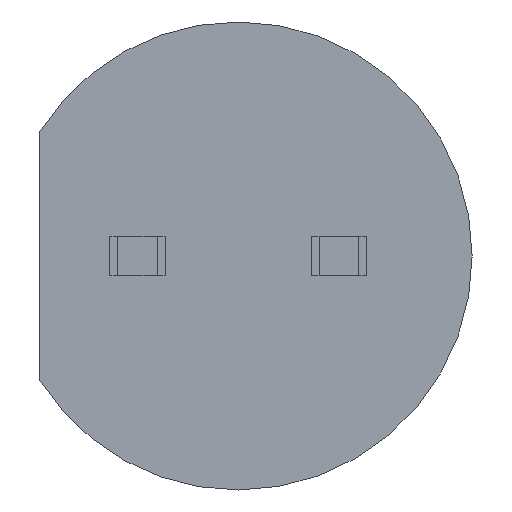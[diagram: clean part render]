
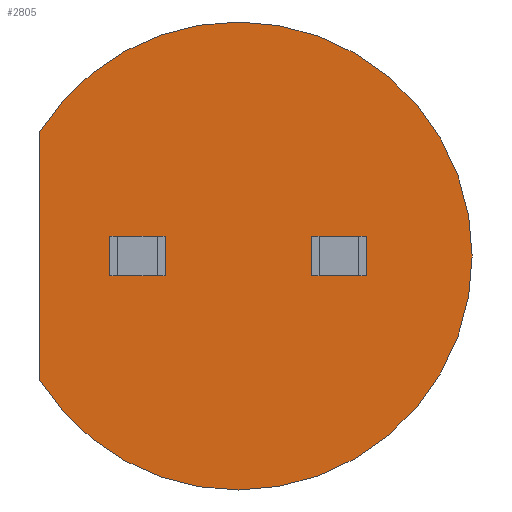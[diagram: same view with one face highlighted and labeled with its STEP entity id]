
A CAD part, front view. The second image highlights one B-rep face of the part: STEP entity #2805.
In plain terms, the highlighted planar face has unit normal (0, -1, 0).
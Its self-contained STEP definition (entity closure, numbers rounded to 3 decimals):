
#96 = LINE ( 'NONE', #4603, #11177 ) ;
#266 = AXIS2_PLACEMENT_3D ( 'NONE', #5017, #10873, #6959 ) ;
#278 = VERTEX_POINT ( 'NONE', #10349 ) ;
#387 = AXIS2_PLACEMENT_3D ( 'NONE', #10248, #12277, #10206 ) ;
#432 = EDGE_CURVE ( 'NONE', #7668, #1579, #1694, .T. ) ;
#732 = VERTEX_POINT ( 'NONE', #2299 ) ;
#828 = ORIENTED_EDGE ( 'NONE', *, *, #6213, .F. ) ;
#832 = CIRCLE ( 'NONE', #387, 2.95 ) ;
#1082 = CARTESIAN_POINT ( 'NONE',  ( 0., 0., 2.95 ) ) ;
#1142 = ORIENTED_EDGE ( 'NONE', *, *, #3099, .F. ) ;
#1177 = LINE ( 'NONE', #12126, #10098 ) ;
#1203 = VECTOR ( 'NONE', #1556, 1000. ) ;
#1349 = VERTEX_POINT ( 'NONE', #9401 ) ;
#1461 = ORIENTED_EDGE ( 'NONE', *, *, #9689, .F. ) ;
#1472 = ORIENTED_EDGE ( 'NONE', *, *, #7079, .T. ) ;
#1489 = VERTEX_POINT ( 'NONE', #12517 ) ;
#1556 = DIRECTION ( 'NONE',  ( 0., 0., -1. ) ) ;
#1560 = CARTESIAN_POINT ( 'NONE',  ( -6.631, 0., 0. ) ) ;
#1579 = VERTEX_POINT ( 'NONE', #11902 ) ;
#1694 = LINE ( 'NONE', #11504, #4151 ) ;
#1776 = VECTOR ( 'NONE', #9373, 1000. ) ;
#2266 = FACE_OUTER_BOUND ( 'NONE', #3728, .T. ) ;
#2299 = CARTESIAN_POINT ( 'NONE',  ( -2.5, 0., 1.566 ) ) ;
#2310 = DIRECTION ( 'NONE',  ( -1., 0., 0. ) ) ;
#2493 = DIRECTION ( 'NONE',  ( -1., 0., 0. ) ) ;
#2805 = ADVANCED_FACE ( 'NONE', ( #9491, #3953, #2266 ), #7397, .F. ) ;
#3030 = VERTEX_POINT ( 'NONE', #8920 ) ;
#3099 = EDGE_CURVE ( 'NONE', #3030, #8606, #7920, .T. ) ;
#3272 = CARTESIAN_POINT ( 'NONE',  ( 1.02, 0., 0.25 ) ) ;
#3391 = CARTESIAN_POINT ( 'NONE',  ( 0.514, 0., -0.25 ) ) ;
#3556 = DIRECTION ( 'NONE',  ( 0., 0., 1. ) ) ;
#3728 = EDGE_LOOP ( 'NONE', ( #6762, #10970, #1461, #6892 ) ) ;
#3775 = EDGE_CURVE ( 'NONE', #12496, #6168, #10549, .T. ) ;
#3924 = ORIENTED_EDGE ( 'NONE', *, *, #7125, .T. ) ;
#3953 = FACE_BOUND ( 'NONE', #5480, .T. ) ;
#3974 = LINE ( 'NONE', #6740, #10432 ) ;
#4074 = LINE ( 'NONE', #3391, #6530 ) ;
#4151 = VECTOR ( 'NONE', #9554, 1000. ) ;
#4396 = DIRECTION ( 'NONE',  ( 0., 0., -1. ) ) ;
#4561 = VECTOR ( 'NONE', #7121, 1000. ) ;
#4603 = CARTESIAN_POINT ( 'NONE',  ( 0.514, 0., 0.25 ) ) ;
#5017 = CARTESIAN_POINT ( 'NONE',  ( 0., 0., 0. ) ) ;
#5264 = DIRECTION ( 'NONE',  ( 0., 1., 0. ) ) ;
#5333 = CARTESIAN_POINT ( 'NONE',  ( 1.52, 0., 0.25 ) ) ;
#5480 = EDGE_LOOP ( 'NONE', ( #828, #6675, #7387, #11908 ) ) ;
#5782 = EDGE_CURVE ( 'NONE', #732, #10802, #12738, .T. ) ;
#6168 = VERTEX_POINT ( 'NONE', #10393 ) ;
#6213 = EDGE_CURVE ( 'NONE', #1489, #1579, #6397, .T. ) ;
#6397 = LINE ( 'NONE', #10475, #1203 ) ;
#6530 = VECTOR ( 'NONE', #2493, 1000. ) ;
#6610 = ORIENTED_EDGE ( 'NONE', *, *, #7453, .F. ) ;
#6617 = DIRECTION ( 'NONE',  ( 0., 0., 1. ) ) ;
#6675 = ORIENTED_EDGE ( 'NONE', *, *, #7228, .F. ) ;
#6740 = CARTESIAN_POINT ( 'NONE',  ( -2.5, 0., 0. ) ) ;
#6762 = ORIENTED_EDGE ( 'NONE', *, *, #12040, .F. ) ;
#6892 = ORIENTED_EDGE ( 'NONE', *, *, #5782, .F. ) ;
#6959 = DIRECTION ( 'NONE',  ( 0., 0., 1. ) ) ;
#6970 = LINE ( 'NONE', #5333, #1776 ) ;
#7079 = EDGE_CURVE ( 'NONE', #11734, #278, #6970, .T. ) ;
#7121 = DIRECTION ( 'NONE',  ( 0., 0., -1. ) ) ;
#7125 = EDGE_CURVE ( 'NONE', #278, #8606, #4074, .T. ) ;
#7228 = EDGE_CURVE ( 'NONE', #1349, #1489, #96, .T. ) ;
#7387 = ORIENTED_EDGE ( 'NONE', *, *, #12449, .T. ) ;
#7397 = PLANE ( 'NONE',  #8935 ) ;
#7453 = EDGE_CURVE ( 'NONE', #11734, #3030, #1177, .T. ) ;
#7668 = VERTEX_POINT ( 'NONE', #7682 ) ;
#7682 = CARTESIAN_POINT ( 'NONE',  ( -1.02, 0., -0.25 ) ) ;
#7920 = LINE ( 'NONE', #3272, #4561 ) ;
#8213 = CARTESIAN_POINT ( 'NONE',  ( 1.02, 0., -0.25 ) ) ;
#8606 = VERTEX_POINT ( 'NONE', #8213 ) ;
#8920 = CARTESIAN_POINT ( 'NONE',  ( 1.02, 0., 0.25 ) ) ;
#8935 = AXIS2_PLACEMENT_3D ( 'NONE', #1560, #9407, #3556 ) ;
#9193 = VECTOR ( 'NONE', #4396, 1000. ) ;
#9373 = DIRECTION ( 'NONE',  ( 0., 0., -1. ) ) ;
#9401 = CARTESIAN_POINT ( 'NONE',  ( -1.02, 0., 0.25 ) ) ;
#9402 = AXIS2_PLACEMENT_3D ( 'NONE', #11162, #5264, #10988 ) ;
#9407 = DIRECTION ( 'NONE',  ( 0., 1., 0. ) ) ;
#9491 = FACE_BOUND ( 'NONE', #12662, .T. ) ;
#9554 = DIRECTION ( 'NONE',  ( -1., 0., 0. ) ) ;
#9689 = EDGE_CURVE ( 'NONE', #10802, #12496, #832, .T. ) ;
#9817 = CARTESIAN_POINT ( 'NONE',  ( 1.52, 0., 0.25 ) ) ;
#10098 = VECTOR ( 'NONE', #2310, 1000. ) ;
#10206 = DIRECTION ( 'NONE',  ( 0., 0., 1. ) ) ;
#10248 = CARTESIAN_POINT ( 'NONE',  ( 0., 0., 0. ) ) ;
#10349 = CARTESIAN_POINT ( 'NONE',  ( 1.52, 0., -0.25 ) ) ;
#10393 = CARTESIAN_POINT ( 'NONE',  ( -2.5, 0., -1.566 ) ) ;
#10432 = VECTOR ( 'NONE', #6617, 1000. ) ;
#10475 = CARTESIAN_POINT ( 'NONE',  ( -1.52, 0., 0.25 ) ) ;
#10549 = CIRCLE ( 'NONE', #266, 2.95 ) ;
#10802 = VERTEX_POINT ( 'NONE', #1082 ) ;
#10873 = DIRECTION ( 'NONE',  ( 0., 1., 0. ) ) ;
#10970 = ORIENTED_EDGE ( 'NONE', *, *, #3775, .F. ) ;
#10988 = DIRECTION ( 'NONE',  ( 0., 0., 1. ) ) ;
#11162 = CARTESIAN_POINT ( 'NONE',  ( 0., 0., 0. ) ) ;
#11165 = CARTESIAN_POINT ( 'NONE',  ( -1.02, 0., 0.25 ) ) ;
#11177 = VECTOR ( 'NONE', #12488, 1000. ) ;
#11504 = CARTESIAN_POINT ( 'NONE',  ( 0.514, 0., -0.25 ) ) ;
#11734 = VERTEX_POINT ( 'NONE', #9817 ) ;
#11902 = CARTESIAN_POINT ( 'NONE',  ( -1.52, 0., -0.25 ) ) ;
#11908 = ORIENTED_EDGE ( 'NONE', *, *, #432, .T. ) ;
#12040 = EDGE_CURVE ( 'NONE', #6168, #732, #3974, .T. ) ;
#12126 = CARTESIAN_POINT ( 'NONE',  ( 0.514, 0., 0.25 ) ) ;
#12277 = DIRECTION ( 'NONE',  ( 0., 1., 0. ) ) ;
#12328 = CARTESIAN_POINT ( 'NONE',  ( 0., 0., -2.95 ) ) ;
#12449 = EDGE_CURVE ( 'NONE', #1349, #7668, #12450, .T. ) ;
#12450 = LINE ( 'NONE', #11165, #9193 ) ;
#12488 = DIRECTION ( 'NONE',  ( -1., 0., 0. ) ) ;
#12496 = VERTEX_POINT ( 'NONE', #12328 ) ;
#12517 = CARTESIAN_POINT ( 'NONE',  ( -1.52, 0., 0.25 ) ) ;
#12662 = EDGE_LOOP ( 'NONE', ( #1142, #6610, #1472, #3924 ) ) ;
#12738 = CIRCLE ( 'NONE', #9402, 2.95 ) ;
